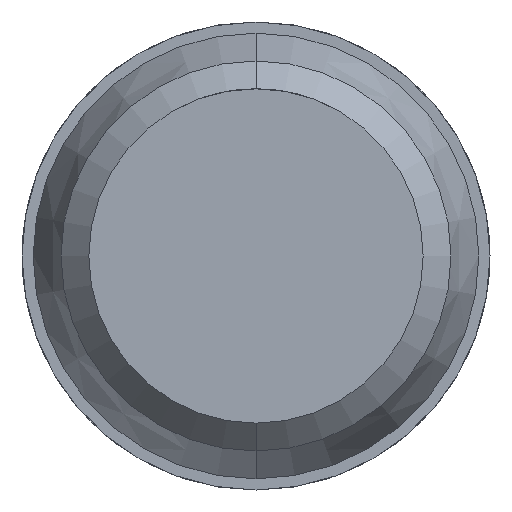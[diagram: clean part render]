
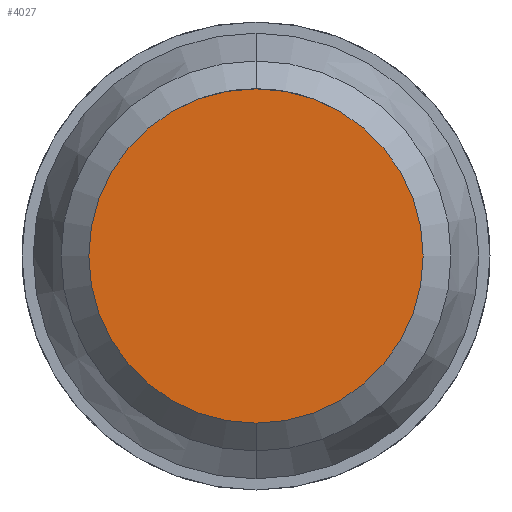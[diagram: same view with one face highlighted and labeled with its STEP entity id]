
A CAD part, front view. The second image highlights one B-rep face of the part: STEP entity #4027.
In plain terms, the highlighted planar face has unit normal (0, -1, 0).
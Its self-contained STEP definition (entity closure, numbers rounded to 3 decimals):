
#78 = CARTESIAN_POINT ( 'NONE',  ( 0., -39.6, 0. ) ) ;
#115 = VERTEX_POINT ( 'NONE', #1224 ) ;
#292 = FACE_OUTER_BOUND ( 'NONE', #1463, .T. ) ;
#558 = CARTESIAN_POINT ( 'NONE',  ( 0., -39.6, 0. ) ) ;
#976 = DIRECTION ( 'NONE',  ( 0., 1., 0. ) ) ;
#1224 = CARTESIAN_POINT ( 'NONE',  ( 0., -39.6, -1.5 ) ) ;
#1282 = AXIS2_PLACEMENT_3D ( 'NONE', #5470, #2203, #4981 ) ;
#1463 = EDGE_LOOP ( 'NONE', ( #2092, #4944 ) ) ;
#2092 = ORIENTED_EDGE ( 'NONE', *, *, #2397, .F. ) ;
#2141 = PLANE ( 'NONE',  #1282 ) ;
#2203 = DIRECTION ( 'NONE',  ( 0., -1., 0. ) ) ;
#2397 = EDGE_CURVE ( 'Defeature ausgef�hrt2_0+Defeature ausgef�hrt2_2+Defeature ausgef�hrt2_2+Defeature ausgef�hrt2_2', #4777, #115, #5891, .T. ) ;
#2892 = EDGE_CURVE ( 'Defeature ausgef�hrt2_0+Defeature ausgef�hrt2_2+Defeature ausgef�hrt2_2+Defeature ausgef�hrt2_2', #115, #4777, #4629, .T. ) ;
#3909 = CARTESIAN_POINT ( 'NONE',  ( 0., -39.6, 1.5 ) ) ;
#4027 = ADVANCED_FACE ( 'Defeature ausgef�hrt2_2', ( #292 ), #2141, .T. ) ;
#4276 = AXIS2_PLACEMENT_3D ( 'NONE', #558, #976, #4707 ) ;
#4629 = CIRCLE ( 'NONE', #5120, 1.5 ) ;
#4707 = DIRECTION ( 'NONE',  ( 0., 0., 1. ) ) ;
#4777 = VERTEX_POINT ( 'NONE', #3909 ) ;
#4798 = DIRECTION ( 'NONE',  ( 0., 0., 1. ) ) ;
#4944 = ORIENTED_EDGE ( 'NONE', *, *, #2892, .F. ) ;
#4981 = DIRECTION ( 'NONE',  ( 0., 0., -1. ) ) ;
#5120 = AXIS2_PLACEMENT_3D ( 'NONE', #78, #5728, #4798 ) ;
#5470 = CARTESIAN_POINT ( 'NONE',  ( -1.5, -39.6, 0. ) ) ;
#5728 = DIRECTION ( 'NONE',  ( 0., 1., 0. ) ) ;
#5891 = CIRCLE ( 'NONE', #4276, 1.5 ) ;
